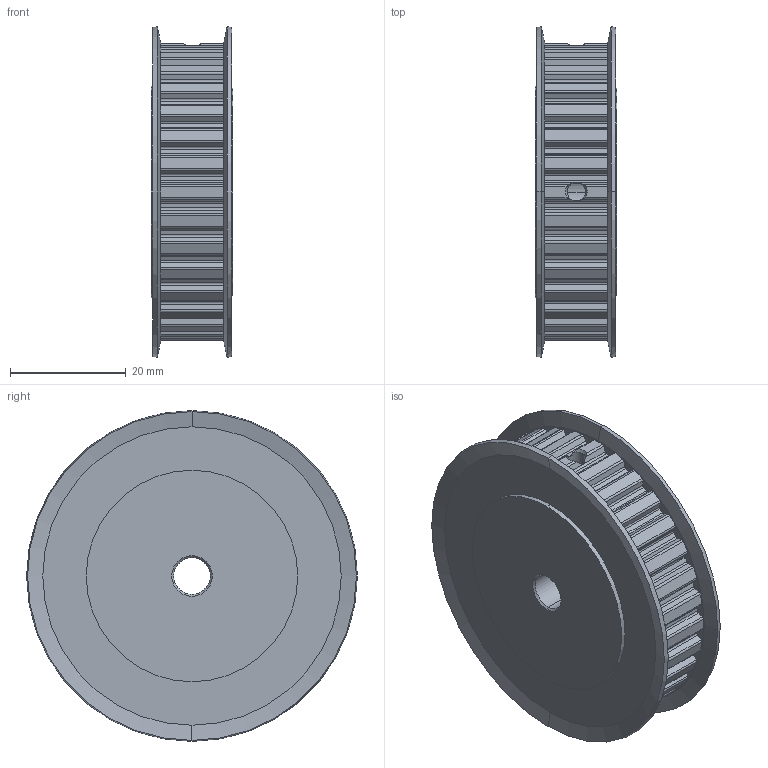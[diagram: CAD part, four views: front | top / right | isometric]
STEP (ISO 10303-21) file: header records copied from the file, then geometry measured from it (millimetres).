
FILE_DESCRIPTION (( 'STEP AP214' ), '1' );
FILE_NAME ('APB32XL037AF-250.step', '2015-04-08T21:08:30', ( '' ), ( '' ), 'SwSTEP 2.0', 'SolidWorks 2014', '' );
FILE_SCHEMA (( 'AUTOMOTIVE_DESIGN' ));
Length unit declared in the file: inch
Products named in the file (1): APB32XL037AF-250
Bounding box: 14.16 x 57.15 x 57.15 mm (x, y, z)
Volume: 26654.2 mm3; surface area: 9662.5 mm2
Topology: 1 solids, 1 shells, 326 faces, 951 edges, 628 vertices
Faces by surface type: cylinder 194, plane 108, cone 24
Entity records: 11091 total; most frequent: CARTESIAN_POINT 2062, DIRECTION 1989, ORIENTED_EDGE 1902, EDGE_CURVE 951, AXIS2_PLACEMENT_3D 739, VERTEX_POINT 628, LINE 511, VECTOR 511
